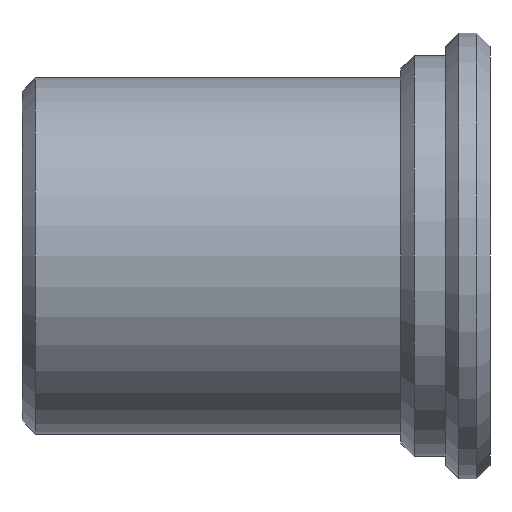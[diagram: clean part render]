
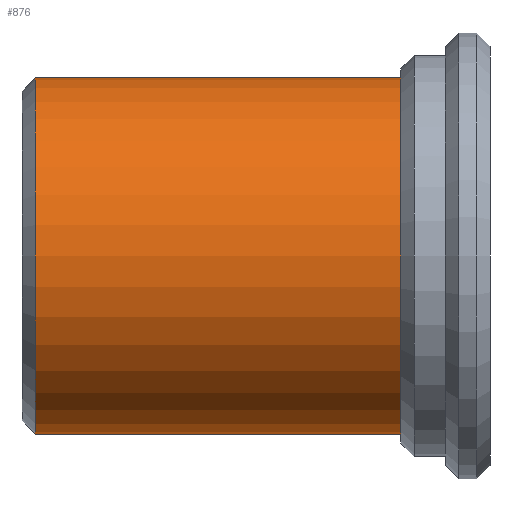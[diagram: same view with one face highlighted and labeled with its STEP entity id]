
A CAD part, left-side view. The second image highlights one B-rep face of the part: STEP entity #876.
In plain terms, the highlighted cylindrical face has radius 4 mm (diameter 8 mm), a partial arc.
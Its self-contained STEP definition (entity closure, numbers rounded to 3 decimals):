
#17 = DIRECTION ( 'NONE',  ( 0., -1., 0. ) ) ;
#86 = CARTESIAN_POINT ( 'NONE',  ( 0., 2., 0. ) ) ;
#108 = EDGE_CURVE ( 'NONE', #1198, #576, #672, .T. ) ;
#174 = FACE_OUTER_BOUND ( 'NONE', #690, .T. ) ;
#185 = ORIENTED_EDGE ( 'NONE', *, *, #629, .T. ) ;
#189 = CARTESIAN_POINT ( 'NONE',  ( 0., 10.2, 0. ) ) ;
#212 = VECTOR ( 'NONE', #17, 1000. ) ;
#238 = ORIENTED_EDGE ( 'NONE', *, *, #625, .F. ) ;
#279 = VERTEX_POINT ( 'NONE', #775 ) ;
#434 = CARTESIAN_POINT ( 'NONE',  ( 0., 10.2, 4. ) ) ;
#443 = DIRECTION ( 'NONE',  ( 0., 0., -1. ) ) ;
#447 = EDGE_CURVE ( 'NONE', #778, #279, #1135, .T. ) ;
#479 = DIRECTION ( 'NONE',  ( 0., -1., 0. ) ) ;
#567 = VECTOR ( 'NONE', #479, 1000. ) ;
#576 = VERTEX_POINT ( 'NONE', #1145 ) ;
#581 = AXIS2_PLACEMENT_3D ( 'NONE', #189, #913, #1123 ) ;
#625 = EDGE_CURVE ( 'NONE', #778, #576, #1037, .T. ) ;
#629 = EDGE_CURVE ( 'NONE', #279, #1198, #1041, .T. ) ;
#650 = CYLINDRICAL_SURFACE ( 'NONE', #798, 4. ) ;
#670 = CARTESIAN_POINT ( 'NONE',  ( 0., 10.5, 4. ) ) ;
#672 = CIRCLE ( 'NONE', #771, 4. ) ;
#690 = EDGE_LOOP ( 'NONE', ( #238, #875, #185, #753 ) ) ;
#739 = CARTESIAN_POINT ( 'NONE',  ( 0., 2., -4. ) ) ;
#753 = ORIENTED_EDGE ( 'NONE', *, *, #108, .T. ) ;
#771 = AXIS2_PLACEMENT_3D ( 'NONE', #86, #832, #920 ) ;
#775 = CARTESIAN_POINT ( 'NONE',  ( 0., 10.2, -4. ) ) ;
#778 = VERTEX_POINT ( 'NONE', #434 ) ;
#798 = AXIS2_PLACEMENT_3D ( 'NONE', #831, #1215, #443 ) ;
#831 = CARTESIAN_POINT ( 'NONE',  ( 0., 10.5, 0. ) ) ;
#832 = DIRECTION ( 'NONE',  ( 0., 1., 0. ) ) ;
#875 = ORIENTED_EDGE ( 'NONE', *, *, #447, .T. ) ;
#876 = ADVANCED_FACE ( 'NONE', ( #174 ), #650, .T. ) ;
#913 = DIRECTION ( 'NONE',  ( 0., -1., 0. ) ) ;
#920 = DIRECTION ( 'NONE',  ( 0., 0., 1. ) ) ;
#1037 = LINE ( 'NONE', #670, #567 ) ;
#1041 = LINE ( 'NONE', #1148, #212 ) ;
#1123 = DIRECTION ( 'NONE',  ( 0., 0., 1. ) ) ;
#1135 = CIRCLE ( 'NONE', #581, 4. ) ;
#1145 = CARTESIAN_POINT ( 'NONE',  ( 0., 2., 4. ) ) ;
#1148 = CARTESIAN_POINT ( 'NONE',  ( 0., 10.5, -4. ) ) ;
#1198 = VERTEX_POINT ( 'NONE', #739 ) ;
#1215 = DIRECTION ( 'NONE',  ( 0., -1., 0. ) ) ;
